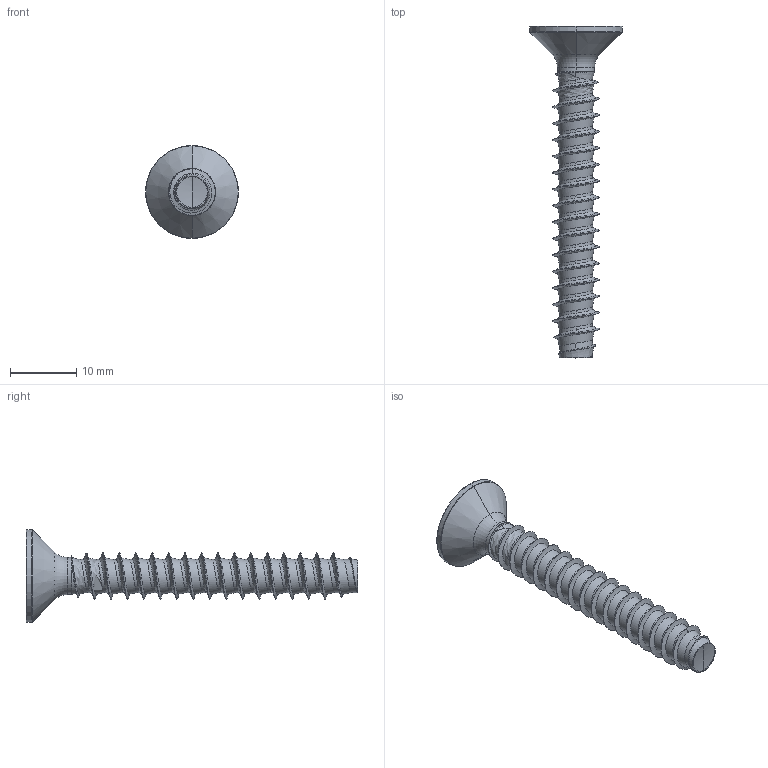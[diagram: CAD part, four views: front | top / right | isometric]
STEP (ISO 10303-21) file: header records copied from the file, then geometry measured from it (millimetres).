
FILE_DESCRIPTION (( 'STEP AP203' ), '1' );
FILE_NAME ('STP410700500.STEP', '2017-08-16T14:19:32', ( '' ), ( '' ), 'SwSTEP 2.0', 'SolidWorks 2015', '' );
FILE_SCHEMA (( 'CONFIG_CONTROL_DESIGN' ));
Length unit declared in the file: millimetre
Products named in the file (1): STP410700500
Bounding box: 14 x 50 x 14 mm (x, y, z)
Volume: 1443.6 mm3; surface area: 1602.1 mm2
Topology: 1 solids, 1 shells, 117 faces, 299 edges, 184 vertices
Faces by surface type: cylinder 59, bspline 35, cone 13, torus 6, sphere 2, plane 2
Entity records: 35474 total; most frequent: CARTESIAN_POINT 33031, ORIENTED_EDGE 594, DIRECTION 360, EDGE_CURVE 297, VERTEX_POINT 184, AXIS2_PLACEMENT_3D 142, B_SPLINE_CURVE_WITH_KNOTS 127, EDGE_LOOP 119
